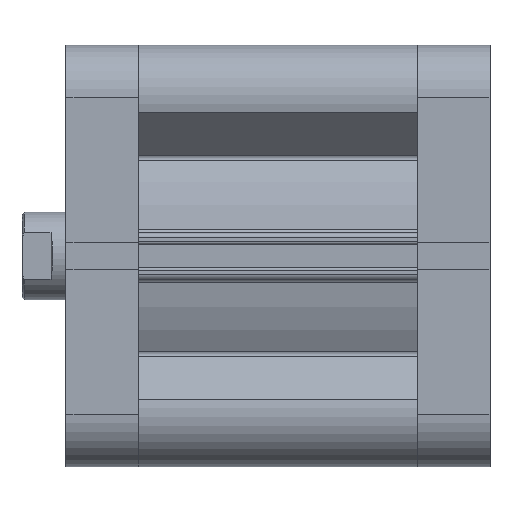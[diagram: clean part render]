
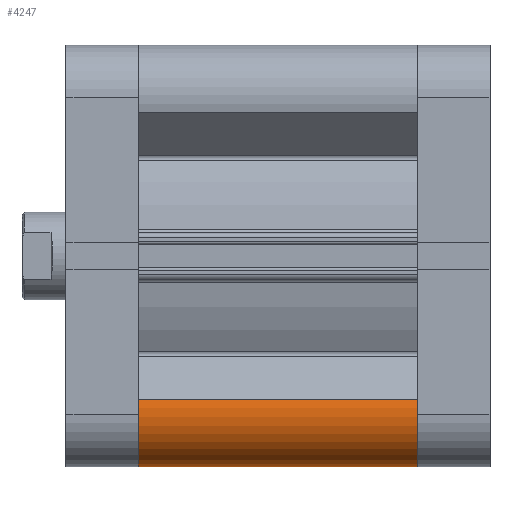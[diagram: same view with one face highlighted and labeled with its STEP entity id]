
A CAD part, front view. The second image highlights one B-rep face of the part: STEP entity #4247.
In plain terms, the highlighted cylindrical face has radius 12 mm (diameter 24 mm), a partial arc.
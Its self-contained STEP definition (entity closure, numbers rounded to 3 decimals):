
#1678 = ORIENTED_EDGE ( 'NONE', *, *, #5022, .F. ) ;
#1679 = ORIENTED_EDGE ( 'NONE', *, *, #5011, .T. ) ;
#1680 = ORIENTED_EDGE ( 'NONE', *, *, #5020, .T. ) ;
#1681 = ORIENTED_EDGE ( 'NONE', *, *, #5021, .F. ) ;
#3976 = EDGE_LOOP ( 'NONE', ( #1681, #1680, #1679, #1678 ) ) ;
#4247 = ADVANCED_FACE ( 'NONE', ( #7019 ), #7022, .T. ) ;
#4355 = VERTEX_POINT ( 'NONE', #8866 ) ;
#4470 = VERTEX_POINT ( 'NONE', #8952 ) ;
#4707 = VERTEX_POINT ( 'NONE', #9096 ) ;
#4750 = VERTEX_POINT ( 'NONE', #9139 ) ;
#5011 = EDGE_CURVE ( 'NONE', #4355, #4470, #10113, .T. ) ;
#5020 = EDGE_CURVE ( 'NONE', #4707, #4355, #10120, .T. ) ;
#5021 = EDGE_CURVE ( 'NONE', #4707, #4750, #10128, .T. ) ;
#5022 = EDGE_CURVE ( 'NONE', #4750, #4470, #10124, .T. ) ;
#6087 = AXIS2_PLACEMENT_3D ( 'NONE', #8476, #8475, #8474 ) ;
#6263 = AXIS2_PLACEMENT_3D ( 'NONE', #9682, #9683, #9684 ) ;
#6269 = AXIS2_PLACEMENT_3D ( 'NONE', #9699, #9707, #9708 ) ;
#7019 = FACE_OUTER_BOUND ( 'NONE', #3976, .T. ) ;
#7022 = CYLINDRICAL_SURFACE ( 'NONE', #6087, 12. ) ;
#8474 = DIRECTION ( 'NONE',  ( -1., 0., 0. ) ) ;
#8475 = DIRECTION ( 'NONE',  ( 0., 0., -1. ) ) ;
#8476 = CARTESIAN_POINT ( 'NONE',  ( -36., -36., 63.5 ) ) ;
#8866 = CARTESIAN_POINT ( 'NONE',  ( -48., -36., 0. ) ) ;
#8952 = CARTESIAN_POINT ( 'NONE',  ( -32.683, -47.533, 0. ) ) ;
#9096 = CARTESIAN_POINT ( 'NONE',  ( -48., -36., 63.5 ) ) ;
#9139 = CARTESIAN_POINT ( 'NONE',  ( -32.683, -47.533, 63.5 ) ) ;
#9682 = CARTESIAN_POINT ( 'NONE',  ( -36., -36., 0. ) ) ;
#9683 = DIRECTION ( 'NONE',  ( 0., 0., 1. ) ) ;
#9684 = DIRECTION ( 'NONE',  ( -1., 0., 0. ) ) ;
#9699 = CARTESIAN_POINT ( 'NONE',  ( -36., -36., 63.5 ) ) ;
#9705 = CARTESIAN_POINT ( 'NONE',  ( -48., -36., 63.5 ) ) ;
#9706 = DIRECTION ( 'NONE',  ( 0., 0., -1. ) ) ;
#9707 = DIRECTION ( 'NONE',  ( 0., 0., 1. ) ) ;
#9708 = DIRECTION ( 'NONE',  ( -1., 0., 0. ) ) ;
#9710 = CARTESIAN_POINT ( 'NONE',  ( -32.683, -47.533, 63.5 ) ) ;
#9711 = DIRECTION ( 'NONE',  ( 0., 0., -1. ) ) ;
#10113 = CIRCLE ( 'NONE', #6263, 12. ) ;
#10120 = LINE ( 'NONE', #9705, #10121 ) ;
#10121 = VECTOR ( 'NONE', #9706, 1000. ) ;
#10124 = LINE ( 'NONE', #9710, #10125 ) ;
#10125 = VECTOR ( 'NONE', #9711, 1000. ) ;
#10128 = CIRCLE ( 'NONE', #6269, 12. ) ;
